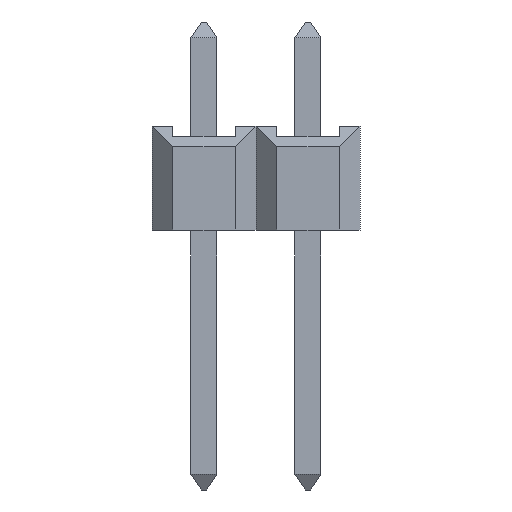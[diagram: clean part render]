
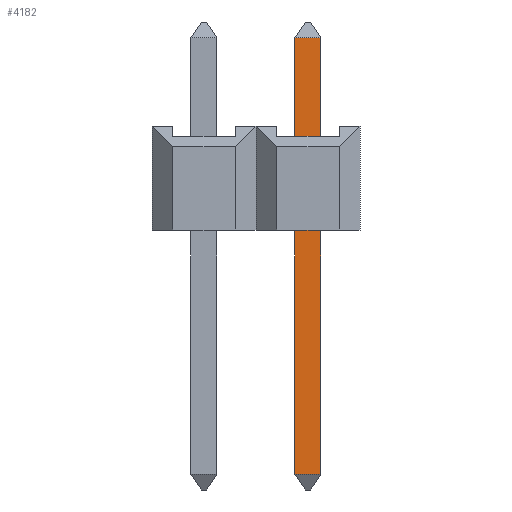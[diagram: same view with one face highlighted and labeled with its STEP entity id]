
A CAD part, front view. The second image highlights one B-rep face of the part: STEP entity #4182.
In plain terms, the highlighted planar face has unit normal (0, -1, 0).
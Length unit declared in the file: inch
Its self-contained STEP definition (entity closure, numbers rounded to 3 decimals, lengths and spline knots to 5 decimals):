
#4182=ADVANCED_FACE('',(#5268),#4726,.T.);
#4726=PLANE('',#13367);
#5268=FACE_OUTER_BOUND('',#5784,.T.);
#5784=EDGE_LOOP('',(#6447,#6448,#6449,#6450));
#6447=ORIENTED_EDGE('',*,*,#9651,.T.);
#6448=ORIENTED_EDGE('',*,*,#9659,.T.);
#6449=ORIENTED_EDGE('',*,*,#9656,.F.);
#6450=ORIENTED_EDGE('',*,*,#9660,.T.);
#8865=VERTEX_POINT('',#16333);
#8866=VERTEX_POINT('',#16335);
#8869=VERTEX_POINT('',#16345);
#8870=VERTEX_POINT('',#16346);
#9651=EDGE_CURVE('',#8866,#8865,#10899,.T.);
#9656=EDGE_CURVE('',#8869,#8870,#10904,.T.);
#9659=EDGE_CURVE('',#8865,#8870,#10907,.T.);
#9660=EDGE_CURVE('',#8869,#8866,#10908,.T.);
#10899=LINE('',#16334,#12147);
#10904=LINE('',#16344,#12152);
#10907=LINE('',#16350,#12155);
#10908=LINE('',#16351,#12156);
#12147=VECTOR('',#13982,1.);
#12152=VECTOR('',#13991,1.);
#12155=VECTOR('',#13996,1.);
#12156=VECTOR('',#13997,1.);
#13367=AXIS2_PLACEMENT_3D('',#16352,#13998,#13999);
#13982=DIRECTION('',(0.,0.,-1.));
#13991=DIRECTION('',(0.,0.,-1.));
#13996=DIRECTION('',(1.,0.,0.));
#13997=DIRECTION('',(-1.,0.,0.));
#13998=DIRECTION('',(0.,-1.,0.));
#13999=DIRECTION('',(0.,0.,-1.));
#16333=CARTESIAN_POINT('',(0.0875,-0.0125,-0.235));
#16334=CARTESIAN_POINT('',(0.0875,-0.0125,0.2));
#16335=CARTESIAN_POINT('',(0.0875,-0.0125,0.185));
#16344=CARTESIAN_POINT('',(0.1125,-0.0125,0.2));
#16345=CARTESIAN_POINT('',(0.1125,-0.0125,0.185));
#16346=CARTESIAN_POINT('',(0.1125,-0.0125,-0.235));
#16350=CARTESIAN_POINT('',(0.1125,-0.0125,-0.235));
#16351=CARTESIAN_POINT('',(0.0875,-0.0125,0.185));
#16352=CARTESIAN_POINT('',(0.1125,-0.0125,0.2));
